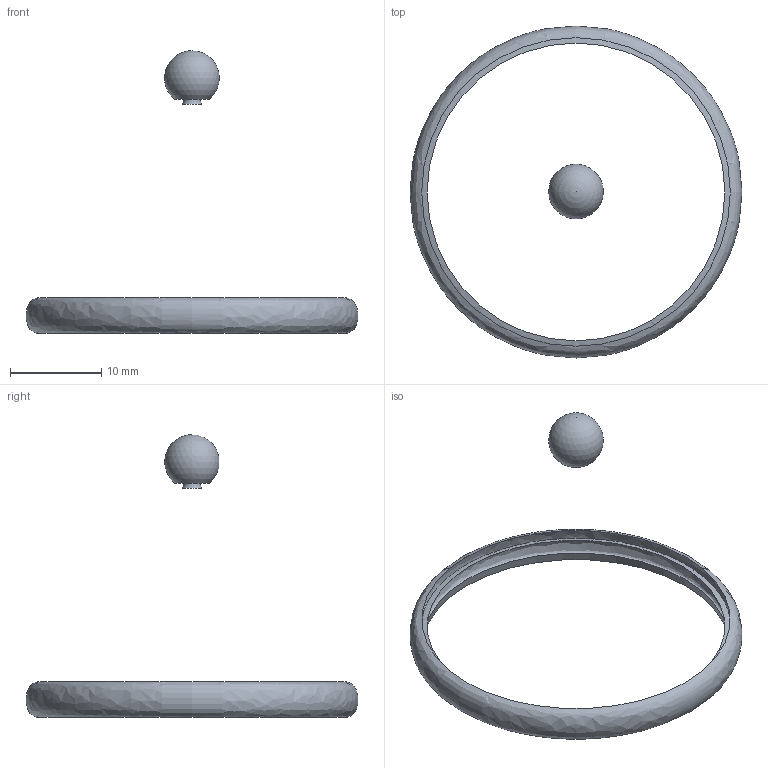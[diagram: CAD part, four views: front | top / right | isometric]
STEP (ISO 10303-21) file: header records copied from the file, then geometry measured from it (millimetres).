
FILE_DESCRIPTION(/* description */ (''),/* implementation_level */ '2;1');
FILE_NAME(/* name */ 'hat.step',/* time_stamp */ '2022-12-04T16:47:17+09:00',/* author */ (''),/* organization */ (''),/* preprocessor_version */ 'ST-DEVELOPER v19.2',/* originating_system */ 'Autodesk Translation Framework v11.17.0.187',/* authorisation */ '');
FILE_SCHEMA (('AUTOMOTIVE_DESIGN { 1 0 10303 214 3 1 1 }'));
Length unit declared in the file: millimetre
Products named in the file (1): snowman
Bounding box: 36.32 x 36.32 x 30.92 mm (x, y, z)
Volume: 2018.7 mm3; surface area: 4138.6 mm2
Topology: 1 solids, 1 shells, 8 faces, 23 edges, 15 vertices
Faces by surface type: cone 3, sphere 2, bspline 2, torus 1
Entity records: 667 total; most frequent: CARTESIAN_POINT 431, DIRECTION 49, ORIENTED_EDGE 42, AXIS2_PLACEMENT_3D 23, EDGE_CURVE 21, CIRCLE 16, VERTEX_POINT 15, FACE_OUTER_BOUND 8
